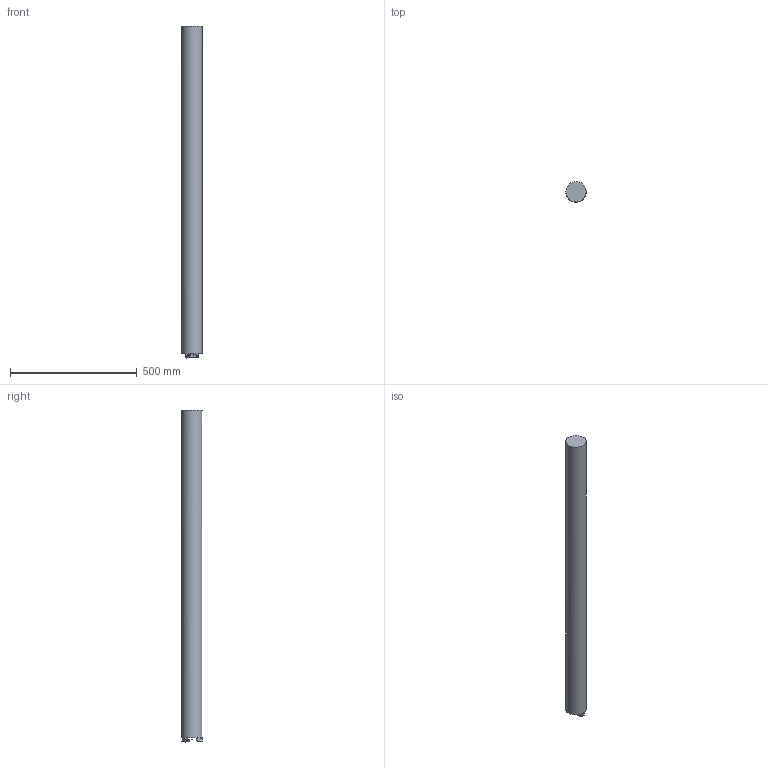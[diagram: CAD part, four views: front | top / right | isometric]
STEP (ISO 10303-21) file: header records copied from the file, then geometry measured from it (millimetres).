
FILE_DESCRIPTION(/* description */ (''),/* implementation_level */ '2;1');
FILE_NAME(/* name */ '1529148988560.stp',/* time_stamp */ '2018-06-16T13:36:36+02:00',/* author */ (''),/* organization */ ('SMS'),/* preprocessor_version */ 'ST-DEVELOPER v15',/* originating_system */ 'SIEMENS PLM Software NX 8.5',/* authorisation */ '');
FILE_SCHEMA (('AUTOMOTIVE_DESIGN { 1 0 10303 214 3 1 1 1 }'));
Length unit declared in the file: millimetre
Products named in the file (1): 570-3C_80_1240_CR
Bounding box: 80 x 80 x 1310.18 mm (x, y, z)
Volume: 6523749.5 mm3; surface area: 342923.9 mm2
Topology: 1 solids, 1 shells, 153 faces, 388 edges, 249 vertices
Faces by surface type: plane 78, cone 24, extrusion 24, cylinder 22, torus 5
Full cylindrical faces by diameter (mm): 3.3 x2, 5 x2, 10 x2, 16 x2, 16.5 x1, 80 x1
Entity records: 6147 total; most frequent: CARTESIAN_POINT 1947, DIRECTION 768, ORIENTED_EDGE 712, EDGE_CURVE 356, AXIS2_PLACEMENT_3D 293, VERTEX_POINT 237, EDGE_LOOP 185, VECTOR 182
